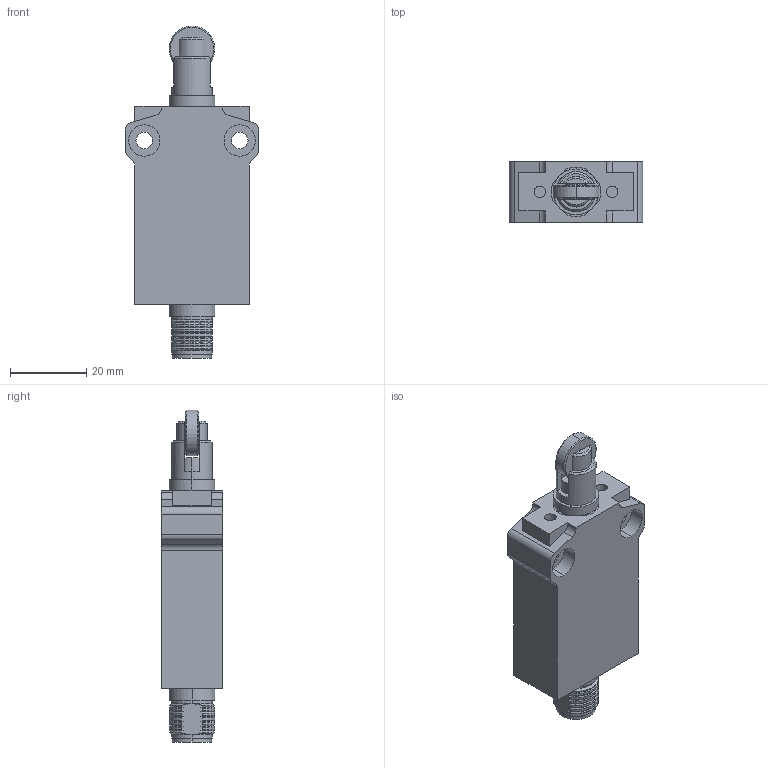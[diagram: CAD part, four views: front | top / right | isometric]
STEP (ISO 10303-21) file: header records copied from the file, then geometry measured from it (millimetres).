
FILE_DESCRIPTION (( 'STEP AP214' ), '1' );
FILE_NAME ('AEM2G1201Z11M.step', '2017-12-19T21:20:45', ( '' ), ( '' ), 'SwSTEP 2.0', 'SolidWorks 2017', '' );
FILE_SCHEMA (( 'AUTOMOTIVE_DESIGN' ));
Length unit declared in the file: inch
Products named in the file (1): AEM2G1201Z11M
Bounding box: 35 x 16 x 87 mm (x, y, z)
Volume: 26921.7 mm3; surface area: 9409.8 mm2
Topology: 4 solids, 4 shells, 180 faces, 461 edges, 302 vertices
Faces by surface type: cylinder 72, plane 67, cone 41
Entity records: 7996 total; most frequent: CARTESIAN_POINT 1160, DIRECTION 937, ORIENTED_EDGE 922, EDGE_CURVE 461, AXIS2_PLACEMENT_3D 367, VERTEX_POINT 302, VECTOR 203, LINE 203
